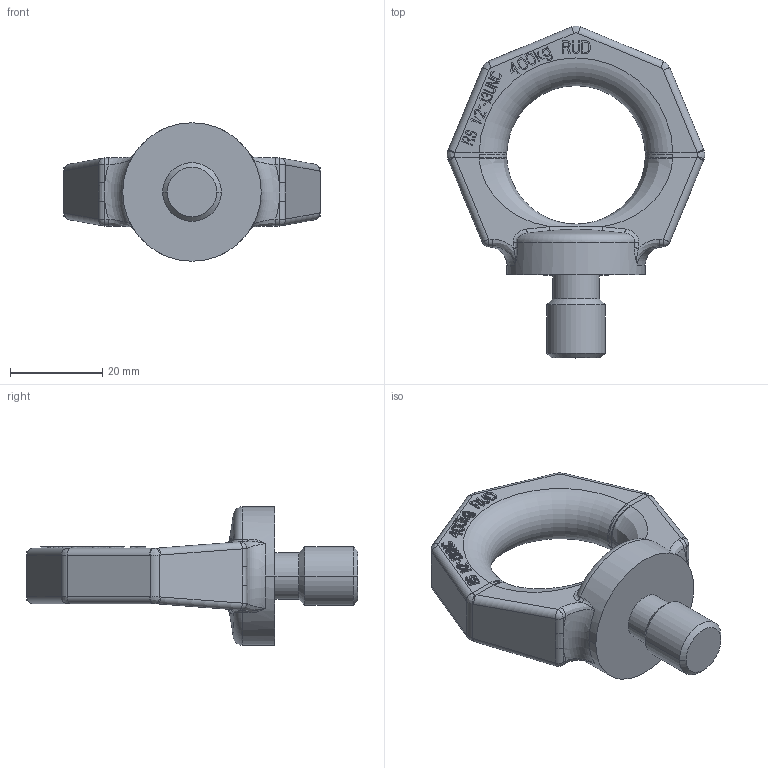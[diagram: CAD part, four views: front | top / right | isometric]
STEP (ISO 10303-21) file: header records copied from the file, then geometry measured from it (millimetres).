
FILE_DESCRIPTION((''),'2;1');
FILE_NAME('001-M31073-X10_ASM','2005-01-11T',('jakubetz'),(''),'PRO/ENGINEER BY PARAMETRIC TECHNOLOGY CORPORATION, 2001400','PRO/ENGINEER BY PARAMETRIC TECHNOLOGY CORPORATION, 2001400','');
FILE_SCHEMA(('CONFIG_CONTROL_DESIGN'));
Length unit declared in the file: millimetre
Products named in the file (3): 001-M31073-X10; 001-M31073-Y10; 001-M31073-X10_ASM
Assembly tree (2 placements, depth 2):
  001-M31073-X10_ASM
    001-M31073-X10
    001-M31073-Y10
Bounding box: 55.87 x 71.93 x 30 mm (x, y, z)
Volume: 23440.3 mm3; surface area: 7579.7 mm2
Topology: 2 solids, 2 shells, 680 faces, 1864 edges, 1213 vertices
Faces by surface type: plane 571, bspline 56, cylinder 38, cone 6, torus 5, sphere 4
Entity records: 23822 total; most frequent: CARTESIAN_POINT 6847, ORIENTED_EDGE 3728, DIRECTION 3121, EDGE_CURVE 1864, VECTOR 1643, LINE 1643, VERTEX_POINT 1213, AXIS2_PLACEMENT_3D 739
